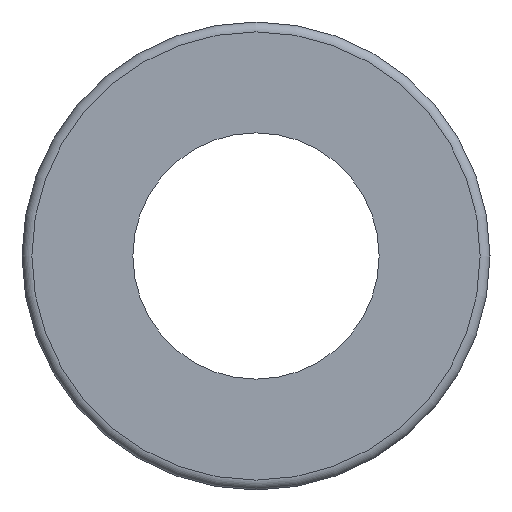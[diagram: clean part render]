
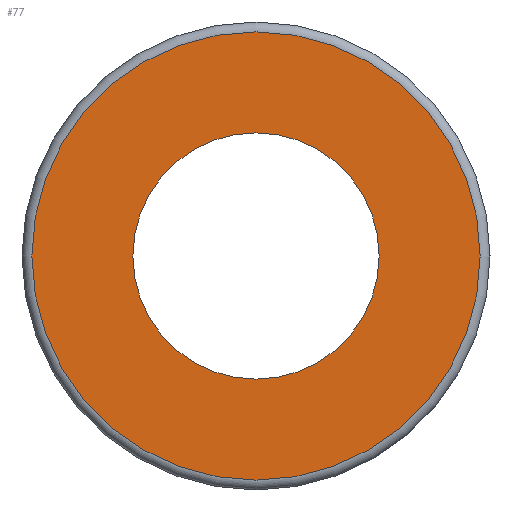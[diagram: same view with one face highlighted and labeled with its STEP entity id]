
A CAD part, left-side view. The second image highlights one B-rep face of the part: STEP entity #77.
In plain terms, the highlighted planar face has unit normal (-1, 0, 0).
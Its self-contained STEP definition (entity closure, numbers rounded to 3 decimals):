
#77 = ADVANCED_FACE( '', ( #96, #97 ), #98, .T. );
#96 = FACE_BOUND( '', #138, .T. );
#97 = FACE_OUTER_BOUND( '', #139, .T. );
#98 = PLANE( '', #140 );
#138 = EDGE_LOOP( '', ( #184 ) );
#139 = EDGE_LOOP( '', ( #185 ) );
#140 = AXIS2_PLACEMENT_3D( '', #186, #187, #188 );
#184 = ORIENTED_EDGE( '', *, *, #247, .T. );
#185 = ORIENTED_EDGE( '', *, *, #244, .F. );
#186 = CARTESIAN_POINT( '', ( 0., 9.1, 0. ) );
#187 = DIRECTION( '', ( -1., 0., 0. ) );
#188 = DIRECTION( '', ( 0., 0., 1. ) );
#244 = EDGE_CURVE( '', #258, #258, #259, .T. );
#247 = EDGE_CURVE( '', #264, #264, #265, .T. );
#258 = VERTEX_POINT( '', #286 );
#259 = CIRCLE( '', #287, 9.1 );
#264 = VERTEX_POINT( '', #292 );
#265 = CIRCLE( '', #293, 5. );
#286 = CARTESIAN_POINT( '', ( 0., 0., -9.1 ) );
#287 = AXIS2_PLACEMENT_3D( '', #314, #315, #316 );
#292 = CARTESIAN_POINT( '', ( 0., 0., -5. ) );
#293 = AXIS2_PLACEMENT_3D( '', #323, #324, #325 );
#314 = CARTESIAN_POINT( '', ( 0., 0., 0. ) );
#315 = DIRECTION( '', ( 1., 0., 0. ) );
#316 = DIRECTION( '', ( 0., 0., -1. ) );
#323 = CARTESIAN_POINT( '', ( 0., 0., 0. ) );
#324 = DIRECTION( '', ( 1., 0., 0. ) );
#325 = DIRECTION( '', ( 0., 0., -1. ) );
